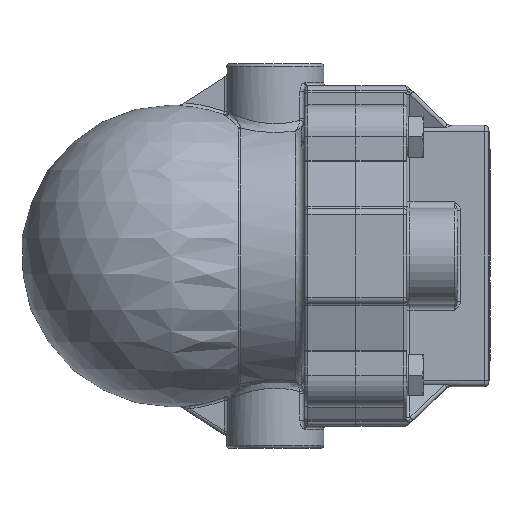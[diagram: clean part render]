
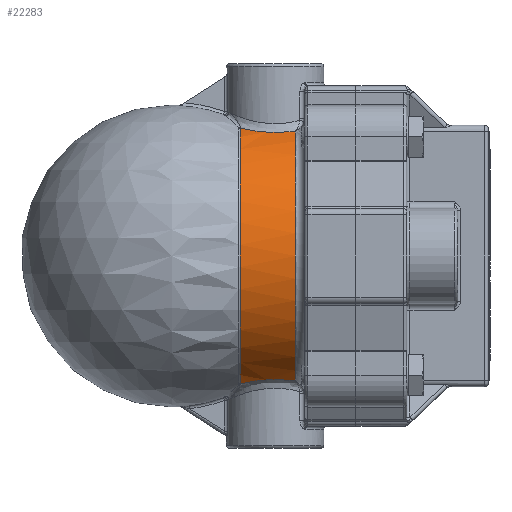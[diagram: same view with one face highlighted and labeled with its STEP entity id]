
A CAD part, left-side view. The second image highlights one B-rep face of the part: STEP entity #22283.
In plain terms, the highlighted cylindrical face has radius 42.5 mm (diameter 85 mm), a partial arc.
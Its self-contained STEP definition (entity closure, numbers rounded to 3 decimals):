
#365=B_SPLINE_CURVE_WITH_KNOTS('',3,(#31729,#31730,#31731,#31732,#31733,
#31734),.UNSPECIFIED.,.F.,.F.,(4,1,1,4),(10.85,10.995,
11.939,12.696),.UNSPECIFIED.);
#401=B_SPLINE_CURVE_WITH_KNOTS('',3,(#32831,#32832,#32833,#32834,#32835,
#32836,#32837),.UNSPECIFIED.,.F.,.F.,(4,1,1,1,4),(10.572,10.856,
11.8,12.273,12.417),.UNSPECIFIED.);
#1461=CYLINDRICAL_SURFACE('',#23687,42.5);
#2304=FACE_OUTER_BOUND('',#3568,.T.);
#3568=EDGE_LOOP('',(#14925,#14926,#14927,#14928));
#8609=CIRCLE('',#23613,42.5);
#8659=CIRCLE('',#23672,42.5);
#9242=VERTEX_POINT('',#31491);
#9254=VERTEX_POINT('',#31728);
#9257=VERTEX_POINT('',#31751);
#9336=VERTEX_POINT('',#32622);
#11394=EDGE_CURVE('',#9242,#9254,#365,.T.);
#11399=EDGE_CURVE('',#9257,#9242,#8609,.T.);
#11501=EDGE_CURVE('',#9254,#9336,#8659,.T.);
#11519=EDGE_CURVE('',#9336,#9257,#401,.T.);
#14925=ORIENTED_EDGE('',*,*,#11501,.F.);
#14926=ORIENTED_EDGE('',*,*,#11394,.F.);
#14927=ORIENTED_EDGE('',*,*,#11399,.F.);
#14928=ORIENTED_EDGE('',*,*,#11519,.F.);
#22283=ADVANCED_FACE('',(#2304),#1461,.T.);
#23613=AXIS2_PLACEMENT_3D('',#31762,#25261,#25262);
#23672=AXIS2_PLACEMENT_3D('',#32626,#25404,#25405);
#23687=AXIS2_PLACEMENT_3D('',#32838,#25435,#25436);
#25261=DIRECTION('center_axis',(0.,-1.,0.));
#25262=DIRECTION('ref_axis',(-1.,0.,0.));
#25404=DIRECTION('center_axis',(0.,1.,0.));
#25405=DIRECTION('ref_axis',(-1.,0.,0.));
#25435=DIRECTION('center_axis',(0.,1.,0.));
#25436=DIRECTION('ref_axis',(-1.,0.,0.));
#31491=CARTESIAN_POINT('',(-16.059,-6.315,-39.349));
#31728=CARTESIAN_POINT('',(-13.639,11.057,-40.252));
#31729=CARTESIAN_POINT('Ctrl Pts',(-16.057,-6.316,
-39.346));
#31730=CARTESIAN_POINT('Ctrl Pts',(-16.211,-5.869,
-39.283));
#31731=CARTESIAN_POINT('Ctrl Pts',(-17.251,-2.445,
-38.849));
#31732=CARTESIAN_POINT('Ctrl Pts',(-17.339,3.95,-38.81));
#31733=CARTESIAN_POINT('Ctrl Pts',(-15.028,9.08,-39.782));
#31734=CARTESIAN_POINT('Ctrl Pts',(-13.634,11.052,-40.255));
#31751=CARTESIAN_POINT('',(-16.059,-6.316,39.349));
#31762=CARTESIAN_POINT('Origin',(0.,-6.316,0.));
#32622=CARTESIAN_POINT('',(-13.639,11.057,40.252));
#32626=CARTESIAN_POINT('Origin',(0.,11.057,0.));
#32831=CARTESIAN_POINT('Ctrl Pts',(-13.64,11.058,40.251));
#32832=CARTESIAN_POINT('Ctrl Pts',(-14.163,10.32,40.073));
#32833=CARTESIAN_POINT('Ctrl Pts',(-16.202,6.934,39.329));
#32834=CARTESIAN_POINT('Ctrl Pts',(-17.521,1.268,38.713));
#32835=CARTESIAN_POINT('Ctrl Pts',(-16.798,-3.93,
39.044));
#32836=CARTESIAN_POINT('Ctrl Pts',(-16.211,-5.87,
39.288));
#32837=CARTESIAN_POINT('Ctrl Pts',(-16.058,-6.315,39.35));
#32838=CARTESIAN_POINT('Origin',(0.,-9.316,0.));
